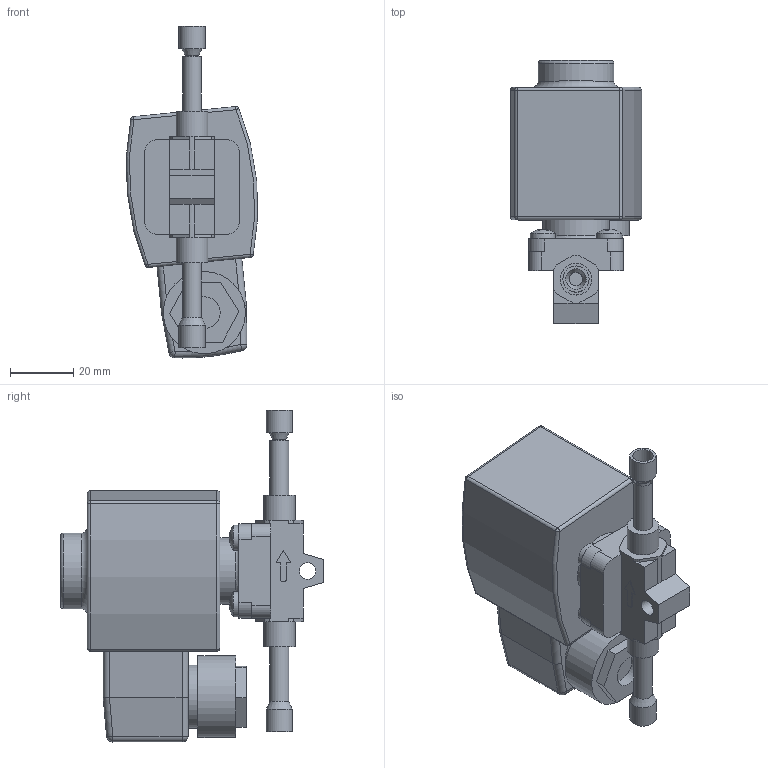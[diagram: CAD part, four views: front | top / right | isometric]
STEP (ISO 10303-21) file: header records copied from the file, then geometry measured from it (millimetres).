
FILE_DESCRIPTION(/* description */ (''),/* implementation_level */ '2;1');
FILE_NAME(/* name */ '032F1206R.stp',/* time_stamp */ '2022-08-15T16:44:30+03:00',/* author */ ('U403152'),/* organization */ (''),/* preprocessor_version */ 'ST-DEVELOPER v18.1',/* originating_system */ 'Autodesk Inventor 2020',/* authorisation */ '');
FILE_SCHEMA (('AUTOMOTIVE_DESIGN { 1 0 10303 214 3 1 1 }'));
Length unit declared in the file: millimetre
Products named in the file (1): Part1
Bounding box: 41.59 x 83.3 x 105.17 mm (x, y, z)
Volume: 123966.7 mm3; surface area: 28815.3 mm2
Topology: 1 solids, 7 shells, 268 faces, 702 edges, 469 vertices
Faces by surface type: plane 141, cylinder 93, sphere 16, torus 11, cone 6, bspline 1
Full cylindrical faces by diameter (mm): 4 x4, 4.2 x6, 5.2 x1, 6 x2, 6.5 x2, 8 x4, 8.3 x2, 10 x3, 11.6 x1, 12 x1, 12.7 x1, 13.1 x1, 13.2 x1, 18 x1, 20 x1, 21 x1, 24 x1, 26 x1
Entity records: 8610 total; most frequent: CARTESIAN_POINT 1671, DIRECTION 1527, ORIENTED_EDGE 1404, EDGE_CURVE 702, AXIS2_PLACEMENT_3D 582, VERTEX_POINT 469, LINE 363, VECTOR 363
